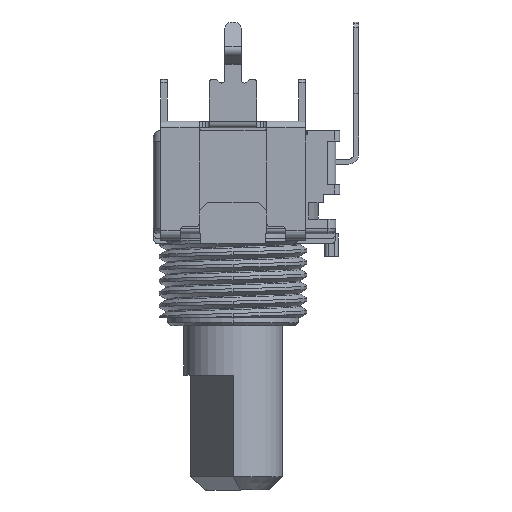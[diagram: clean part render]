
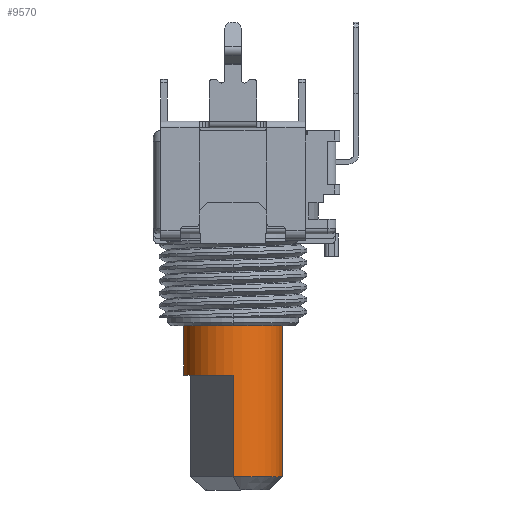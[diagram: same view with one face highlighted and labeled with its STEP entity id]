
A CAD part, left-side view. The second image highlights one B-rep face of the part: STEP entity #9570.
In plain terms, the highlighted cylindrical face has radius 3 mm (diameter 6 mm), a partial arc.
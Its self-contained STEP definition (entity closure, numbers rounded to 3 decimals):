
#87 = VERTEX_POINT ( 'NONE', #3567 ) ;
#361 = CARTESIAN_POINT ( 'NONE',  ( 0., 0., -16.7 ) ) ;
#889 = LINE ( 'NONE', #3212, #5045 ) ;
#898 = VERTEX_POINT ( 'NONE', #5610 ) ;
#1171 = CIRCLE ( 'NONE', #5003, 3. ) ;
#1198 = EDGE_CURVE ( 'NONE', #12678, #19003, #1171, .T. ) ;
#1456 = CARTESIAN_POINT ( 'NONE',  ( 0., 3., -7.5 ) ) ;
#1691 = EDGE_LOOP ( 'NONE', ( #21231, #16491, #11535, #17824, #5583, #2536 ) ) ;
#1856 = DIRECTION ( 'NONE',  ( 0., 0., 1. ) ) ;
#2536 = ORIENTED_EDGE ( 'NONE', *, *, #9951, .F. ) ;
#2661 = VECTOR ( 'NONE', #17766, 1000. ) ;
#3212 = CARTESIAN_POINT ( 'NONE',  ( 0., -3., 13.754 ) ) ;
#3567 = CARTESIAN_POINT ( 'NONE',  ( 0., -3., -16.7 ) ) ;
#5003 = AXIS2_PLACEMENT_3D ( 'NONE', #20210, #1856, #10826 ) ;
#5045 = VECTOR ( 'NONE', #19093, 1000. ) ;
#5357 = DIRECTION ( 'NONE',  ( 0., -1., 0. ) ) ;
#5583 = ORIENTED_EDGE ( 'NONE', *, *, #17342, .T. ) ;
#5610 = CARTESIAN_POINT ( 'NONE',  ( 0., -3., -7.5 ) ) ;
#6238 = LINE ( 'NONE', #16341, #13858 ) ;
#8483 = VERTEX_POINT ( 'NONE', #15751 ) ;
#8536 = DIRECTION ( 'NONE',  ( 0., -1., 0. ) ) ;
#9012 = DIRECTION ( 'NONE',  ( 0., 0., 1. ) ) ;
#9484 = VERTEX_POINT ( 'NONE', #1456 ) ;
#9570 = ADVANCED_FACE ( 'NONE', ( #14212 ), #10968, .T. ) ;
#9951 = EDGE_CURVE ( 'NONE', #9484, #898, #12843, .T. ) ;
#10826 = DIRECTION ( 'NONE',  ( 0., -1., 0. ) ) ;
#10968 = CYLINDRICAL_SURFACE ( 'NONE', #18865, 3. ) ;
#11165 = CARTESIAN_POINT ( 'NONE',  ( 0., 3., 13.754 ) ) ;
#11239 = DIRECTION ( 'NONE',  ( 0., 0., -1. ) ) ;
#11535 = ORIENTED_EDGE ( 'NONE', *, *, #19747, .T. ) ;
#11711 = CIRCLE ( 'NONE', #15495, 3. ) ;
#12678 = VERTEX_POINT ( 'NONE', #20599 ) ;
#12762 = LINE ( 'NONE', #11165, #2661 ) ;
#12843 = CIRCLE ( 'NONE', #15997, 3. ) ;
#13133 = EDGE_CURVE ( 'NONE', #12678, #9484, #12762, .T. ) ;
#13774 = CARTESIAN_POINT ( 'NONE',  ( -3., 0., -10.5 ) ) ;
#13858 = VECTOR ( 'NONE', #11239, 1000. ) ;
#14212 = FACE_OUTER_BOUND ( 'NONE', #1691, .T. ) ;
#15495 = AXIS2_PLACEMENT_3D ( 'NONE', #361, #20385, #8536 ) ;
#15732 = DIRECTION ( 'NONE',  ( 0., -1., 0. ) ) ;
#15751 = CARTESIAN_POINT ( 'NONE',  ( -3., 0., -16.7 ) ) ;
#15997 = AXIS2_PLACEMENT_3D ( 'NONE', #20747, #18982, #5357 ) ;
#16341 = CARTESIAN_POINT ( 'NONE',  ( -3., 0., 13.754 ) ) ;
#16491 = ORIENTED_EDGE ( 'NONE', *, *, #1198, .T. ) ;
#17342 = EDGE_CURVE ( 'NONE', #87, #898, #889, .T. ) ;
#17766 = DIRECTION ( 'NONE',  ( 0., 0., 1. ) ) ;
#17824 = ORIENTED_EDGE ( 'NONE', *, *, #18504, .T. ) ;
#18504 = EDGE_CURVE ( 'NONE', #8483, #87, #11711, .T. ) ;
#18865 = AXIS2_PLACEMENT_3D ( 'NONE', #19220, #9012, #15732 ) ;
#18982 = DIRECTION ( 'NONE',  ( 0., 0., 1. ) ) ;
#19003 = VERTEX_POINT ( 'NONE', #13774 ) ;
#19093 = DIRECTION ( 'NONE',  ( 0., 0., 1. ) ) ;
#19220 = CARTESIAN_POINT ( 'NONE',  ( 0., 0., 13.754 ) ) ;
#19747 = EDGE_CURVE ( 'NONE', #19003, #8483, #6238, .T. ) ;
#20210 = CARTESIAN_POINT ( 'NONE',  ( 0., 0., -10.5 ) ) ;
#20385 = DIRECTION ( 'NONE',  ( 0., 0., 1. ) ) ;
#20599 = CARTESIAN_POINT ( 'NONE',  ( 0., 3., -10.5 ) ) ;
#20747 = CARTESIAN_POINT ( 'NONE',  ( 0., 0., -7.5 ) ) ;
#21231 = ORIENTED_EDGE ( 'NONE', *, *, #13133, .F. ) ;
